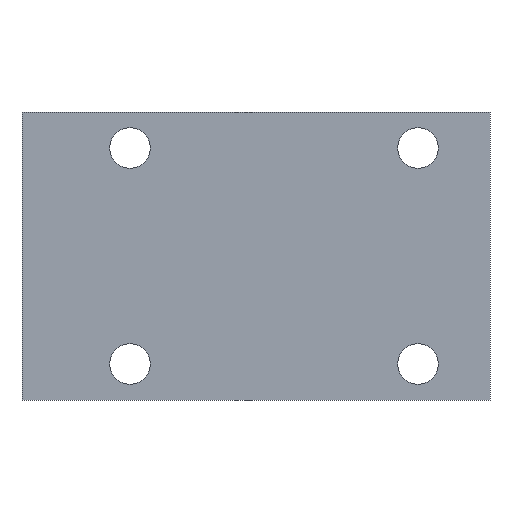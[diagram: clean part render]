
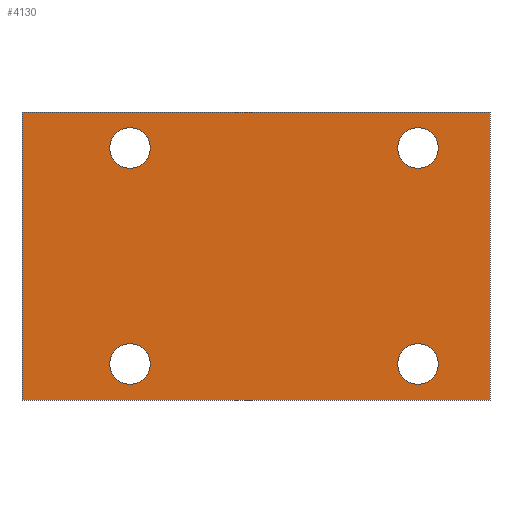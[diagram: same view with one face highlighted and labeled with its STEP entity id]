
A CAD part, front view. The second image highlights one B-rep face of the part: STEP entity #4130.
In plain terms, the highlighted planar face has unit normal (0, -1, 0).
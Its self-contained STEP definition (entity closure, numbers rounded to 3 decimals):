
#2370=CARTESIAN_POINT('',(-30.443,-97.,2.9));
#2380=VERTEX_POINT('',#2370);
#2410=CARTESIAN_POINT('',(-30.443,-97.,-18.09));
#2420=DIRECTION('',(0.,0.,1.));
#2430=VECTOR('',#2420,1.);
#2440=LINE('',#2410,#2430);
#2450=CARTESIAN_POINT('',(-30.443,-97.,-47.9));
#2460=VERTEX_POINT('',#2450);
#2470=EDGE_CURVE('',#2460,#2380,#2440,.T.);
#3230=CARTESIAN_POINT('',(-26.633,-97.,-9.8));
#3240=DIRECTION('',(0.,-1.,0.));
#3250=DIRECTION('',(-1.,0.,0.));
#3260=AXIS2_PLACEMENT_3D('',#3230,#3240,#3250);
#3270=PLANE('',#3260);
#3280=CARTESIAN_POINT('',(39.407,-97.,-3.45));
#3290=DIRECTION('',(0.,1.,0.));
#3300=DIRECTION('',(-1.,0.,0.));
#3310=AXIS2_PLACEMENT_3D('',#3280,#3290,#3300);
#3320=CIRCLE('',#3310,3.569);
#3330=CARTESIAN_POINT('',(35.838,-97.,-3.45));
#3340=VERTEX_POINT('',#3330);
#3350=CARTESIAN_POINT('',(42.975,-97.,-3.45));
#3360=VERTEX_POINT('',#3350);
#3370=EDGE_CURVE('',#3340,#3360,#3320,.T.);
#3380=ORIENTED_EDGE('',*,*,#3370,.T.);
#3390=EDGE_CURVE('',#3360,#3340,#3320,.T.);
#3400=ORIENTED_EDGE('',*,*,#3390,.T.);
#3410=EDGE_LOOP('',(#3400,#3380));
#3420=FACE_BOUND('',#3410,.T.);
#3430=CARTESIAN_POINT('',(-11.393,-97.,-41.55));
#3440=DIRECTION('',(0.,1.,0.));
#3450=DIRECTION('',(-1.,0.,0.));
#3460=AXIS2_PLACEMENT_3D('',#3430,#3440,#3450);
#3470=CIRCLE('',#3460,3.569);
#3480=CARTESIAN_POINT('',(-14.962,-97.,-41.55));
#3490=VERTEX_POINT('',#3480);
#3500=CARTESIAN_POINT('',(-7.825,-97.,-41.55));
#3510=VERTEX_POINT('',#3500);
#3520=EDGE_CURVE('',#3490,#3510,#3470,.T.);
#3530=ORIENTED_EDGE('',*,*,#3520,.T.);
#3540=EDGE_CURVE('',#3510,#3490,#3470,.T.);
#3550=ORIENTED_EDGE('',*,*,#3540,.T.);
#3560=EDGE_LOOP('',(#3550,#3530));
#3570=FACE_BOUND('',#3560,.T.);
#3580=CARTESIAN_POINT('',(39.407,-97.,-41.55));
#3590=DIRECTION('',(0.,1.,0.));
#3600=DIRECTION('',(-1.,0.,0.));
#3610=AXIS2_PLACEMENT_3D('',#3580,#3590,#3600);
#3620=CIRCLE('',#3610,3.569);
#3630=CARTESIAN_POINT('',(35.838,-97.,-41.55));
#3640=VERTEX_POINT('',#3630);
#3650=CARTESIAN_POINT('',(42.975,-97.,-41.55));
#3660=VERTEX_POINT('',#3650);
#3670=EDGE_CURVE('',#3640,#3660,#3620,.T.);
#3680=ORIENTED_EDGE('',*,*,#3670,.T.);
#3690=EDGE_CURVE('',#3660,#3640,#3620,.T.);
#3700=ORIENTED_EDGE('',*,*,#3690,.T.);
#3710=EDGE_LOOP('',(#3700,#3680));
#3720=FACE_BOUND('',#3710,.T.);
#3730=CARTESIAN_POINT('',(-11.393,-97.,-3.45));
#3740=DIRECTION('',(0.,1.,0.));
#3750=DIRECTION('',(-1.,0.,0.));
#3760=AXIS2_PLACEMENT_3D('',#3730,#3740,#3750);
#3770=CIRCLE('',#3760,3.569);
#3780=CARTESIAN_POINT('',(-14.962,-97.,-3.45));
#3790=VERTEX_POINT('',#3780);
#3800=CARTESIAN_POINT('',(-7.825,-97.,-3.45));
#3810=VERTEX_POINT('',#3800);
#3820=EDGE_CURVE('',#3790,#3810,#3770,.T.);
#3830=ORIENTED_EDGE('',*,*,#3820,.T.);
#3840=EDGE_CURVE('',#3810,#3790,#3770,.T.);
#3850=ORIENTED_EDGE('',*,*,#3840,.T.);
#3860=EDGE_LOOP('',(#3850,#3830));
#3870=FACE_BOUND('',#3860,.T.);
#3880=CARTESIAN_POINT('',(-26.633,-97.,2.9));
#3890=DIRECTION('',(1.,0.,0.));
#3900=VECTOR('',#3890,1.);
#3910=LINE('',#3880,#3900);
#3920=CARTESIAN_POINT('',(52.107,-97.,2.9));
#3930=VERTEX_POINT('',#3920);
#3940=EDGE_CURVE('',#2380,#3930,#3910,.T.);
#3950=ORIENTED_EDGE('',*,*,#3940,.F.);
#3960=CARTESIAN_POINT('',(52.107,-97.,-18.09));
#3970=DIRECTION('',(0.,0.,-1.));
#3980=VECTOR('',#3970,1.);
#3990=LINE('',#3960,#3980);
#4000=CARTESIAN_POINT('',(52.107,-97.,-47.9));
#4010=VERTEX_POINT('',#4000);
#4020=EDGE_CURVE('',#3930,#4010,#3990,.T.);
#4030=ORIENTED_EDGE('',*,*,#4020,.F.);
#4040=CARTESIAN_POINT('',(-26.633,-97.,-47.9));
#4050=DIRECTION('',(1.,0.,0.));
#4060=VECTOR('',#4050,1.);
#4070=LINE('',#4040,#4060);
#4080=EDGE_CURVE('',#2460,#4010,#4070,.T.);
#4090=ORIENTED_EDGE('',*,*,#4080,.T.);
#4100=ORIENTED_EDGE('',*,*,#2470,.F.);
#4110=EDGE_LOOP('',(#4100,#4090,#4030,#3950));
#4120=FACE_OUTER_BOUND('',#4110,.T.);
#4130=ADVANCED_FACE('',(#3420,#3570,#3720,#3870,#4120),#3270,.T.);
